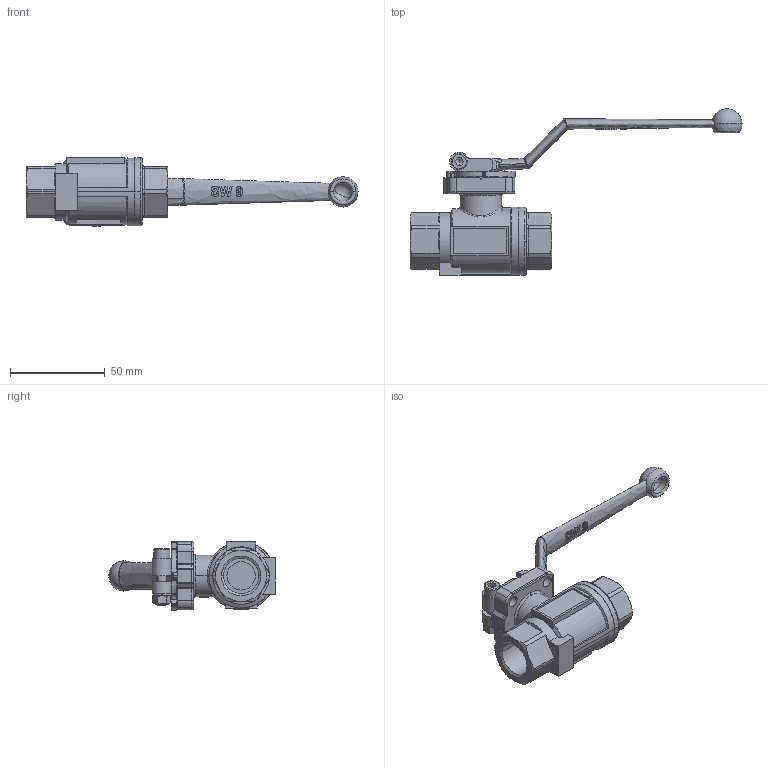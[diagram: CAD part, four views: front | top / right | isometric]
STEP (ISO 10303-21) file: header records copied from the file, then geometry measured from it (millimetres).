
FILE_DESCRIPTION(('STEP AP214'),'1');
FILE_NAME('valve_87s-dn-100-1_2.stp','2018-05-16T15:23:56',('TraceParts'),('TraceParts S.A.'),'Spatial InterOp 3D',' ',' ');
FILE_SCHEMA(('automotive_design'));
Length unit declared in the file: millimetre
Products named in the file (9): valve_87s-dn-100-1_2_1; valve_87s-dn-100-1_2_2; valve_87s-dn-100-1_2_3; valve_87s-dn-100-1_2_4; valve_87s-dn-100-1_2_5; valve_87s-dn-100-1_2_6; valve_87s-dn-100-1_2_7; valve_87s-dn-100-1_2_8; valve_87s-dn-100-1_2_9
Bounding box: 175.5 x 87.95 x 36.29 mm (x, y, z)
Volume: 80509.7 mm3; surface area: 31229.9 mm2
Topology: 9 solids, 9 shells, 651 faces, 1705 edges, 1099 vertices
Faces by surface type: plane 296, cylinder 162, bspline 99, cone 54, torus 30, sphere 10
Entity records: 29053 total; most frequent: CARTESIAN_POINT 8326, ORIENTED_EDGE 3378, DIRECTION 2906, EDGE_CURVE 1689, VERTEX_POINT 1099, AXIS2_PLACEMENT_3D 1010, LINE 886, VECTOR 886
